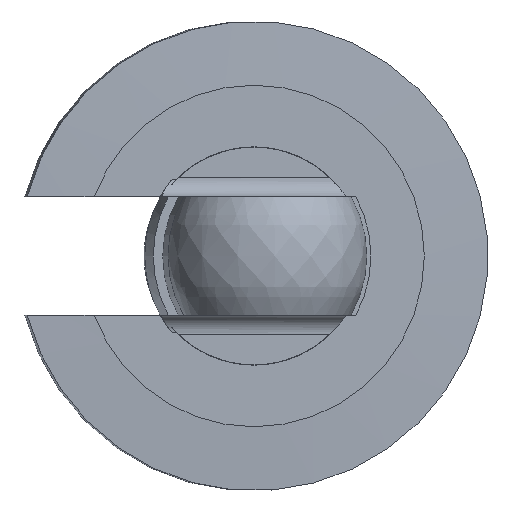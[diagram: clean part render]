
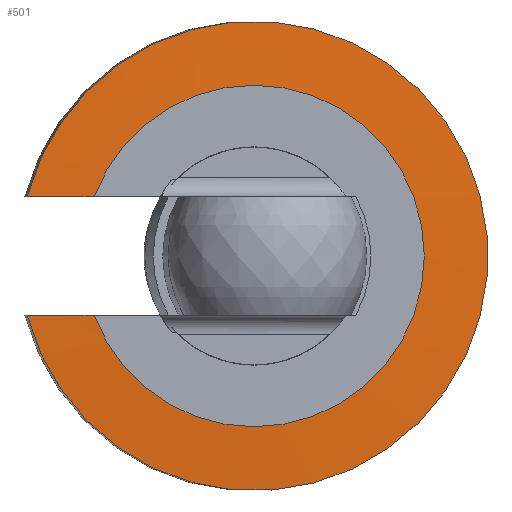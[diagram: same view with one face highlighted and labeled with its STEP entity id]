
A CAD part, front view. The second image highlights one B-rep face of the part: STEP entity #501.
In plain terms, the highlighted conical face has half-angle 87.455 degrees and reference radius 24.75 mm.
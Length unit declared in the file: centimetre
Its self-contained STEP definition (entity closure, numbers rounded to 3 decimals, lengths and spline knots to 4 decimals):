
#15=CONICAL_SURFACE('',#568,2.475,1.526);
#16=(
BOUNDED_CURVE()
B_SPLINE_CURVE(2,(#1100,#1101,#1102),.UNSPECIFIED.,.F.,.F.)
B_SPLINE_CURVE_WITH_KNOTS((3,3),(6.5621,6.8884),
 .UNSPECIFIED.)
CURVE()
GEOMETRIC_REPRESENTATION_ITEM()
RATIONAL_B_SPLINE_CURVE((1.759,1.578,1.376))
REPRESENTATION_ITEM('')
);
#17=(
BOUNDED_CURVE()
B_SPLINE_CURVE(2,(#1126,#1127,#1128),.UNSPECIFIED.,.F.,.F.)
B_SPLINE_CURVE_WITH_KNOTS((3,3),(-6.8884,-6.5621),
 .UNSPECIFIED.)
CURVE()
GEOMETRIC_REPRESENTATION_ITEM()
RATIONAL_B_SPLINE_CURVE((1.376,1.578,1.759))
REPRESENTATION_ITEM('')
);
#71=FACE_OUTER_BOUND('',#102,.T.);
#102=EDGE_LOOP('',(#454,#455,#456,#457));
#195=CIRCLE('',#558,2.475);
#200=CIRCLE('',#567,1.8);
#241=VERTEX_POINT('',#1097);
#242=VERTEX_POINT('',#1099);
#243=VERTEX_POINT('',#1105);
#247=VERTEX_POINT('',#1122);
#306=EDGE_CURVE('',#242,#241,#16,.T.);
#308=EDGE_CURVE('',#241,#243,#195,.T.);
#317=EDGE_CURVE('',#242,#247,#200,.T.);
#319=EDGE_CURVE('',#243,#247,#17,.T.);
#454=ORIENTED_EDGE('',*,*,#317,.F.);
#455=ORIENTED_EDGE('',*,*,#306,.T.);
#456=ORIENTED_EDGE('',*,*,#308,.T.);
#457=ORIENTED_EDGE('',*,*,#319,.T.);
#501=ADVANCED_FACE('',(#71),#15,.T.);
#558=AXIS2_PLACEMENT_3D('',#1106,#684,#685);
#567=AXIS2_PLACEMENT_3D('',#1123,#706,#707);
#568=AXIS2_PLACEMENT_3D('',#1125,#709,#710);
#684=DIRECTION('center_axis',(0.074,-0.997,0.));
#685=DIRECTION('ref_axis',(0.,0.,
-1.));
#706=DIRECTION('center_axis',(0.074,-0.997,0.));
#707=DIRECTION('ref_axis',(0.,0.,
-1.));
#709=DIRECTION('center_axis',(-0.074,0.997,0.));
#710=DIRECTION('ref_axis',(0.997,0.074,0.));
#1097=CARTESIAN_POINT('',(13.9497,-29.4338,-0.613));
#1099=CARTESIAN_POINT('',(14.6568,-29.4112,-0.613));
#1100=CARTESIAN_POINT('Ctrl Pts',(14.6568,-29.4112,-0.613));
#1101=CARTESIAN_POINT('Ctrl Pts',(14.3591,-29.421,-0.613));
#1102=CARTESIAN_POINT('Ctrl Pts',(13.9497,-29.4338,-0.613));
#1105=CARTESIAN_POINT('',(13.9497,-29.4338,0.637));
#1106=CARTESIAN_POINT('Origin',(16.3379,-29.2559,0.012));
#1122=CARTESIAN_POINT('',(14.6568,-29.4112,0.637));
#1123=CARTESIAN_POINT('Origin',(16.3401,-29.2858,0.012));
#1125=CARTESIAN_POINT('Origin',(16.3379,-29.2559,0.012));
#1126=CARTESIAN_POINT('Ctrl Pts',(13.9497,-29.4338,0.637));
#1127=CARTESIAN_POINT('Ctrl Pts',(14.3591,-29.421,0.637));
#1128=CARTESIAN_POINT('Ctrl Pts',(14.6568,-29.4112,0.637));
